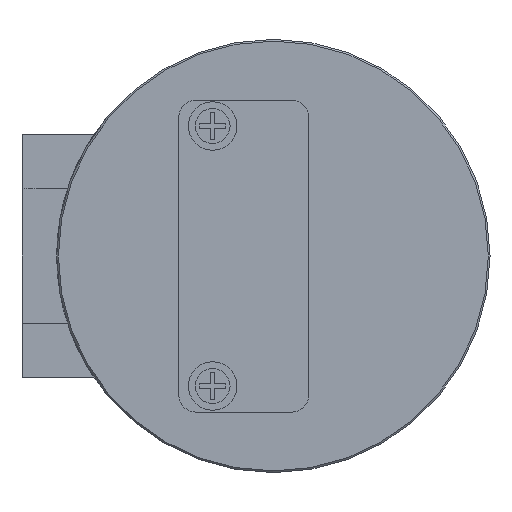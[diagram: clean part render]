
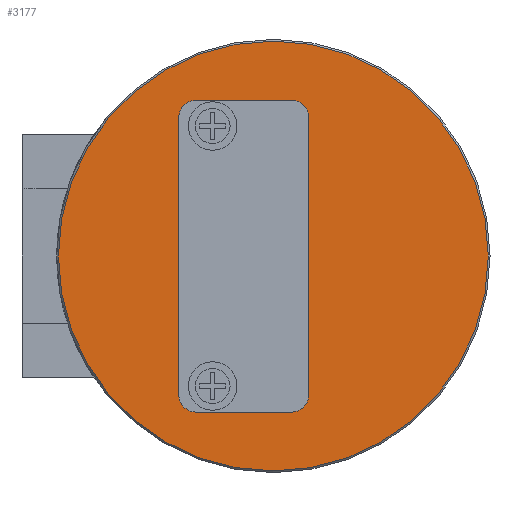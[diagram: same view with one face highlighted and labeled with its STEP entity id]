
A CAD part, front view. The second image highlights one B-rep face of the part: STEP entity #3177.
In plain terms, the highlighted planar face has unit normal (0, -1, 0).
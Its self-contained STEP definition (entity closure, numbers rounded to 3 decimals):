
#58 = EDGE_LOOP ( 'NONE', ( #2139, #3061 ) ) ;
#80 = CARTESIAN_POINT ( 'NONE',  ( -5.455, -28.5, -8.01 ) ) ;
#154 = AXIS2_PLACEMENT_3D ( 'NONE', #3973, #613, #2418 ) ;
#588 = CARTESIAN_POINT ( 'NONE',  ( 2.045, -28.5, -8.01 ) ) ;
#593 = CARTESIAN_POINT ( 'NONE',  ( 1.045, -28.5, -9.01 ) ) ;
#597 = CIRCLE ( 'NONE', #4114, 1. ) ;
#613 = DIRECTION ( 'NONE',  ( 0., -1., 0. ) ) ;
#633 = DIRECTION ( 'NONE',  ( 0., 0., -1. ) ) ;
#634 = CIRCLE ( 'NONE', #154, 1. ) ;
#742 = DIRECTION ( 'NONE',  ( 0., 0., -1. ) ) ;
#782 = CARTESIAN_POINT ( 'NONE',  ( 1.045, -28.5, 8.99 ) ) ;
#789 = EDGE_CURVE ( 'NONE', #2298, #2986, #2771, .T. ) ;
#796 = LINE ( 'NONE', #2213, #2776 ) ;
#1071 = PLANE ( 'NONE',  #1090 ) ;
#1080 = CARTESIAN_POINT ( 'NONE',  ( 0., -28.5, 12.4 ) ) ;
#1090 = AXIS2_PLACEMENT_3D ( 'NONE', #2081, #3327, #633 ) ;
#1107 = EDGE_CURVE ( 'NONE', #2632, #3047, #597, .T. ) ;
#1185 = DIRECTION ( 'NONE',  ( 0., -1., 0. ) ) ;
#1227 = VERTEX_POINT ( 'NONE', #1841 ) ;
#1283 = DIRECTION ( 'NONE',  ( 0., 0., -1. ) ) ;
#1344 = CARTESIAN_POINT ( 'NONE',  ( -4.455, -28.5, 8.99 ) ) ;
#1357 = EDGE_LOOP ( 'NONE', ( #4622, #1508, #2246, #3253, #2651, #1814, #2859, #2496 ) ) ;
#1508 = ORIENTED_EDGE ( 'NONE', *, *, #4280, .F. ) ;
#1511 = VERTEX_POINT ( 'NONE', #1080 ) ;
#1574 = LINE ( 'NONE', #782, #4796 ) ;
#1602 = EDGE_CURVE ( 'NONE', #1227, #2632, #796, .T. ) ;
#1703 = CARTESIAN_POINT ( 'NONE',  ( 1.045, -28.5, 7.99 ) ) ;
#1814 = ORIENTED_EDGE ( 'NONE', *, *, #1602, .F. ) ;
#1819 = VECTOR ( 'NONE', #4286, 1000. ) ;
#1841 = CARTESIAN_POINT ( 'NONE',  ( -4.455, -28.5, -9.01 ) ) ;
#1966 = DIRECTION ( 'NONE',  ( 0., -1., 0. ) ) ;
#2081 = CARTESIAN_POINT ( 'NONE',  ( 0., -28.5, 0. ) ) ;
#2139 = ORIENTED_EDGE ( 'NONE', *, *, #4411, .T. ) ;
#2165 = EDGE_CURVE ( 'NONE', #2563, #1511, #3890, .T. ) ;
#2196 = CARTESIAN_POINT ( 'NONE',  ( 0., -28.5, 0. ) ) ;
#2203 = DIRECTION ( 'NONE',  ( 0., 0., 1. ) ) ;
#2213 = CARTESIAN_POINT ( 'NONE',  ( 1.045, -28.5, -9.01 ) ) ;
#2246 = ORIENTED_EDGE ( 'NONE', *, *, #4067, .F. ) ;
#2298 = VERTEX_POINT ( 'NONE', #3470 ) ;
#2380 = DIRECTION ( 'NONE',  ( 0., 0., -1. ) ) ;
#2418 = DIRECTION ( 'NONE',  ( 0., 0., -1. ) ) ;
#2496 = ORIENTED_EDGE ( 'NONE', *, *, #789, .F. ) ;
#2563 = VERTEX_POINT ( 'NONE', #3734 ) ;
#2632 = VERTEX_POINT ( 'NONE', #593 ) ;
#2651 = ORIENTED_EDGE ( 'NONE', *, *, #1107, .F. ) ;
#2730 = AXIS2_PLACEMENT_3D ( 'NONE', #1703, #3563, #3508 ) ;
#2771 = LINE ( 'NONE', #4711, #1819 ) ;
#2776 = VECTOR ( 'NONE', #3708, 1000. ) ;
#2859 = ORIENTED_EDGE ( 'NONE', *, *, #4593, .F. ) ;
#2924 = FACE_OUTER_BOUND ( 'NONE', #58, .T. ) ;
#2986 = VERTEX_POINT ( 'NONE', #80 ) ;
#3047 = VERTEX_POINT ( 'NONE', #3262 ) ;
#3056 = CARTESIAN_POINT ( 'NONE',  ( 2.045, -28.5, 7.99 ) ) ;
#3061 = ORIENTED_EDGE ( 'NONE', *, *, #2165, .T. ) ;
#3079 = DIRECTION ( 'NONE',  ( -1., 0., 0. ) ) ;
#3140 = CARTESIAN_POINT ( 'NONE',  ( 1.045, -28.5, -8.01 ) ) ;
#3177 = ADVANCED_FACE ( 'NONE', ( #2924, #4016 ), #1071, .T. ) ;
#3253 = ORIENTED_EDGE ( 'NONE', *, *, #3570, .F. ) ;
#3262 = CARTESIAN_POINT ( 'NONE',  ( 2.045, -28.5, -8.01 ) ) ;
#3327 = DIRECTION ( 'NONE',  ( 0., -1., 0. ) ) ;
#3462 = AXIS2_PLACEMENT_3D ( 'NONE', #4015, #3672, #2203 ) ;
#3470 = CARTESIAN_POINT ( 'NONE',  ( -5.455, -28.5, 7.99 ) ) ;
#3508 = DIRECTION ( 'NONE',  ( 0., 0., -1. ) ) ;
#3563 = DIRECTION ( 'NONE',  ( 0., -1., 0. ) ) ;
#3570 = EDGE_CURVE ( 'NONE', #3047, #4666, #3929, .T. ) ;
#3589 = VERTEX_POINT ( 'NONE', #1344 ) ;
#3614 = CIRCLE ( 'NONE', #2730, 1. ) ;
#3672 = DIRECTION ( 'NONE',  ( 0., -1., 0. ) ) ;
#3708 = DIRECTION ( 'NONE',  ( 1., 0., 0. ) ) ;
#3734 = CARTESIAN_POINT ( 'NONE',  ( 0., -28.5, -12.4 ) ) ;
#3828 = CARTESIAN_POINT ( 'NONE',  ( 0., -28.5, 0. ) ) ;
#3879 = DIRECTION ( 'NONE',  ( 0., 0., 1. ) ) ;
#3890 = CIRCLE ( 'NONE', #3960, 12.4 ) ;
#3929 = LINE ( 'NONE', #588, #4396 ) ;
#3960 = AXIS2_PLACEMENT_3D ( 'NONE', #3828, #4260, #2380 ) ;
#3973 = CARTESIAN_POINT ( 'NONE',  ( -4.455, -28.5, 7.99 ) ) ;
#4015 = CARTESIAN_POINT ( 'NONE',  ( -4.455, -28.5, -8.01 ) ) ;
#4016 = FACE_BOUND ( 'NONE', #1357, .T. ) ;
#4052 = EDGE_CURVE ( 'NONE', #3589, #2298, #634, .T. ) ;
#4067 = EDGE_CURVE ( 'NONE', #4666, #4640, #3614, .T. ) ;
#4114 = AXIS2_PLACEMENT_3D ( 'NONE', #3140, #1966, #1283 ) ;
#4183 = CARTESIAN_POINT ( 'NONE',  ( 1.045, -28.5, 8.99 ) ) ;
#4260 = DIRECTION ( 'NONE',  ( 0., -1., 0. ) ) ;
#4280 = EDGE_CURVE ( 'NONE', #4640, #3589, #1574, .T. ) ;
#4286 = DIRECTION ( 'NONE',  ( 0., 0., -1. ) ) ;
#4396 = VECTOR ( 'NONE', #3879, 1000. ) ;
#4411 = EDGE_CURVE ( 'NONE', #1511, #2563, #4725, .T. ) ;
#4481 = CIRCLE ( 'NONE', #3462, 1. ) ;
#4593 = EDGE_CURVE ( 'NONE', #2986, #1227, #4481, .T. ) ;
#4622 = ORIENTED_EDGE ( 'NONE', *, *, #4052, .F. ) ;
#4639 = AXIS2_PLACEMENT_3D ( 'NONE', #2196, #1185, #742 ) ;
#4640 = VERTEX_POINT ( 'NONE', #4183 ) ;
#4666 = VERTEX_POINT ( 'NONE', #3056 ) ;
#4711 = CARTESIAN_POINT ( 'NONE',  ( -5.455, -28.5, -8.01 ) ) ;
#4725 = CIRCLE ( 'NONE', #4639, 12.4 ) ;
#4796 = VECTOR ( 'NONE', #3079, 1000. ) ;
